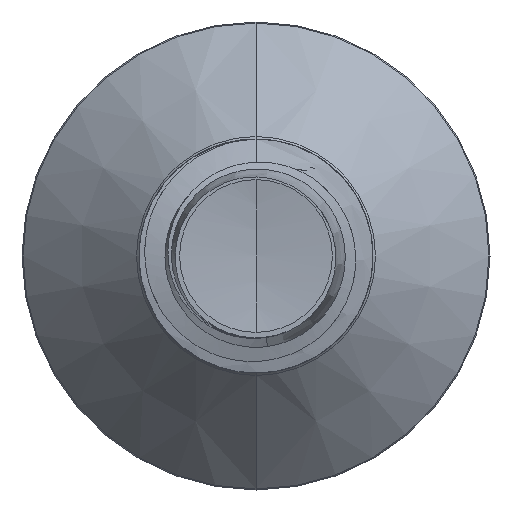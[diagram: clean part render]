
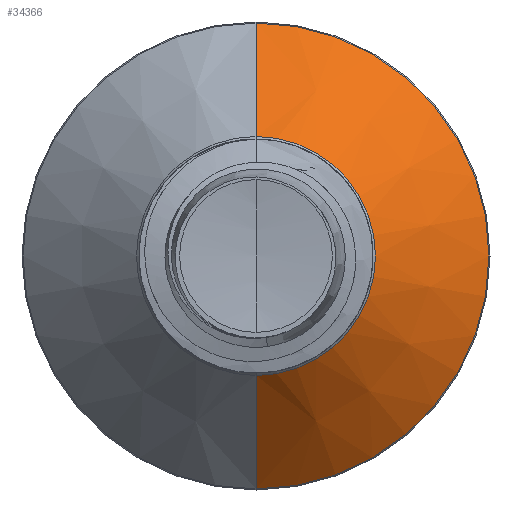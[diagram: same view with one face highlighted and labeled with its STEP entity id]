
A CAD part, front view. The second image highlights one B-rep face of the part: STEP entity #34366.
In plain terms, the highlighted conical face has half-angle 45 degrees and reference radius 2.042 mm.
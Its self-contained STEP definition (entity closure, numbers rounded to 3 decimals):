
#373 = ORIENTED_EDGE ( 'NONE', *, *, #9719, .F. ) ;
#1177 = LINE ( 'NONE', #34437, #13714 ) ;
#1850 = DIRECTION ( 'NONE',  ( 0., 0.707, -0.707 ) ) ;
#3317 = EDGE_LOOP ( 'NONE', ( #7338, #28582, #17330, #373 ) ) ;
#3674 = CIRCLE ( 'NONE', #24638, 3.982 ) ;
#4608 = CARTESIAN_POINT ( 'NONE',  ( 0., 15.282, 3.982 ) ) ;
#5236 = DIRECTION ( 'NONE',  ( 0., 0.707, 0.707 ) ) ;
#7338 = ORIENTED_EDGE ( 'NONE', *, *, #11736, .T. ) ;
#8138 = CARTESIAN_POINT ( 'NONE',  ( 0., 13.342, 0. ) ) ;
#8708 = CARTESIAN_POINT ( 'NONE',  ( 0., 13.342, 2.042 ) ) ;
#9719 = EDGE_CURVE ( 'NONE', #15720, #22182, #1177, .T. ) ;
#9841 = VERTEX_POINT ( 'NONE', #10565 ) ;
#10154 = CARTESIAN_POINT ( 'NONE',  ( 0., 13.342, -2.042 ) ) ;
#10390 = EDGE_CURVE ( 'NONE', #31479, #9841, #27122, .T. ) ;
#10565 = CARTESIAN_POINT ( 'NONE',  ( 0., 15.282, -3.982 ) ) ;
#11736 = EDGE_CURVE ( 'NONE', #15720, #31479, #15814, .T. ) ;
#13714 = VECTOR ( 'NONE', #5236, 1000. ) ;
#14569 = DIRECTION ( 'NONE',  ( 0., 1., 0. ) ) ;
#15196 = CARTESIAN_POINT ( 'NONE',  ( 0., 13.342, -2.042 ) ) ;
#15720 = VERTEX_POINT ( 'NONE', #8708 ) ;
#15814 = CIRCLE ( 'NONE', #27732, 2.042 ) ;
#15880 = EDGE_CURVE ( 'NONE', #22182, #9841, #3674, .T. ) ;
#15885 = DIRECTION ( 'NONE',  ( 0., 1., 0. ) ) ;
#17330 = ORIENTED_EDGE ( 'NONE', *, *, #15880, .F. ) ;
#18366 = DIRECTION ( 'NONE',  ( 0., 1., 0. ) ) ;
#19067 = FACE_OUTER_BOUND ( 'NONE', #3317, .T. ) ;
#20446 = AXIS2_PLACEMENT_3D ( 'NONE', #8138, #18366, #26872 ) ;
#22182 = VERTEX_POINT ( 'NONE', #4608 ) ;
#24638 = AXIS2_PLACEMENT_3D ( 'NONE', #30535, #14569, #33162 ) ;
#26872 = DIRECTION ( 'NONE',  ( 0., 0., 1. ) ) ;
#27122 = LINE ( 'NONE', #15196, #32465 ) ;
#27732 = AXIS2_PLACEMENT_3D ( 'NONE', #31801, #15885, #34430 ) ;
#28582 = ORIENTED_EDGE ( 'NONE', *, *, #10390, .T. ) ;
#30535 = CARTESIAN_POINT ( 'NONE',  ( 0., 15.282, 0. ) ) ;
#31479 = VERTEX_POINT ( 'NONE', #10154 ) ;
#31509 = CONICAL_SURFACE ( 'NONE', #20446, 2.042, 0.785 ) ;
#31801 = CARTESIAN_POINT ( 'NONE',  ( 0., 13.342, 0. ) ) ;
#32465 = VECTOR ( 'NONE', #1850, 1000. ) ;
#33162 = DIRECTION ( 'NONE',  ( 0., 0., 1. ) ) ;
#34366 = ADVANCED_FACE ( 'NONE', ( #19067 ), #31509, .T. ) ;
#34430 = DIRECTION ( 'NONE',  ( 0., 0., 1. ) ) ;
#34437 = CARTESIAN_POINT ( 'NONE',  ( 0., 13.342, 2.042 ) ) ;
